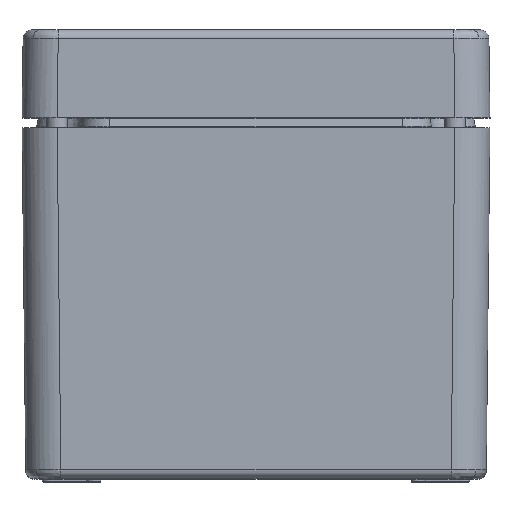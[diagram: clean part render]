
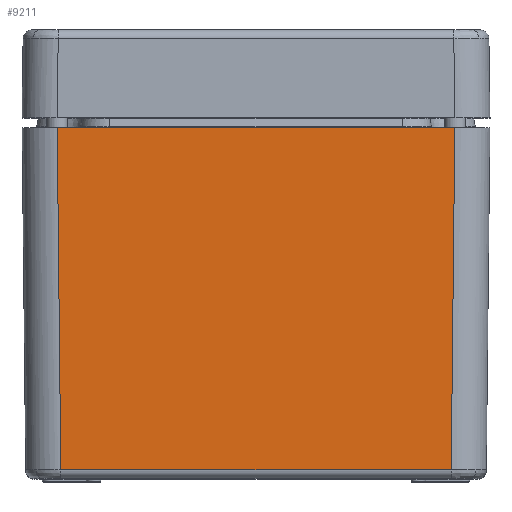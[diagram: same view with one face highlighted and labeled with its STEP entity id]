
A CAD part, top view. The second image highlights one B-rep face of the part: STEP entity #9211.
In plain terms, the highlighted planar face has unit normal (0, -0.011, 1).
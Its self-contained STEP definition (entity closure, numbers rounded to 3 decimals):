
#689=LINE('',#18874,#1141);
#780=LINE('',#20387,#1232);
#781=LINE('',#20388,#1233);
#782=LINE('',#20389,#1234);
#1141=VECTOR('',#12257,1000.);
#1232=VECTOR('',#12504,1000.);
#1233=VECTOR('',#12505,1000.);
#1234=VECTOR('',#12506,1000.);
#1479=PLANE('',#10301);
#2066=FACE_OUTER_BOUND('',#2770,.T.);
#2770=EDGE_LOOP('',(#7402,#7403,#7404,#7405));
#4267=VERTEX_POINT('',#18444);
#4358=VERTEX_POINT('',#18871);
#4359=VERTEX_POINT('',#18873);
#4504=VERTEX_POINT('',#20386);
#5378=EDGE_CURVE('',#4358,#4359,#689,.T.);
#5568=EDGE_CURVE('',#4358,#4504,#780,.T.);
#5569=EDGE_CURVE('',#4504,#4267,#781,.T.);
#5570=EDGE_CURVE('',#4267,#4359,#782,.T.);
#7402=ORIENTED_EDGE('',*,*,#5568,.T.);
#7403=ORIENTED_EDGE('',*,*,#5569,.T.);
#7404=ORIENTED_EDGE('',*,*,#5570,.T.);
#7405=ORIENTED_EDGE('',*,*,#5378,.F.);
#9211=ADVANCED_FACE('',(#2066),#1479,.T.);
#10301=AXIS2_PLACEMENT_3D('',#20385,#12502,#12503);
#12257=DIRECTION('',(1.,0.,0.));
#12502=DIRECTION('center_axis',(0.,-0.01,1.));
#12503=DIRECTION('ref_axis',(0.,-1.,-0.01));
#12504=DIRECTION('',(0.01,-1.,-0.01));
#12505=DIRECTION('',(1.,0.,0.));
#12506=DIRECTION('',(0.01,1.,0.01));
#18444=CARTESIAN_POINT('',(33.37,-58.216,36.869));
#18871=CARTESIAN_POINT('',(-33.983,0.3,37.482));
#18873=CARTESIAN_POINT('',(33.983,0.3,37.482));
#18874=CARTESIAN_POINT('',(-40.,0.3,37.482));
#20385=CARTESIAN_POINT('Origin',(-40.,2.,37.5));
#20386=CARTESIAN_POINT('',(-33.37,-58.216,36.869));
#20387=CARTESIAN_POINT('',(-34.001,2.063,37.501));
#20388=CARTESIAN_POINT('',(33.354,-58.216,36.869));
#20389=CARTESIAN_POINT('',(33.992,1.225,37.492));
